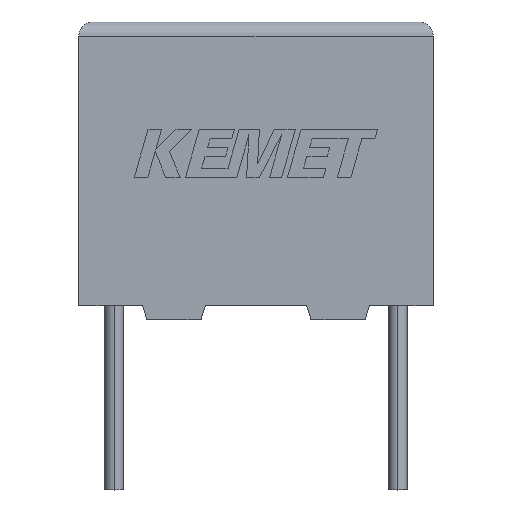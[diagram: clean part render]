
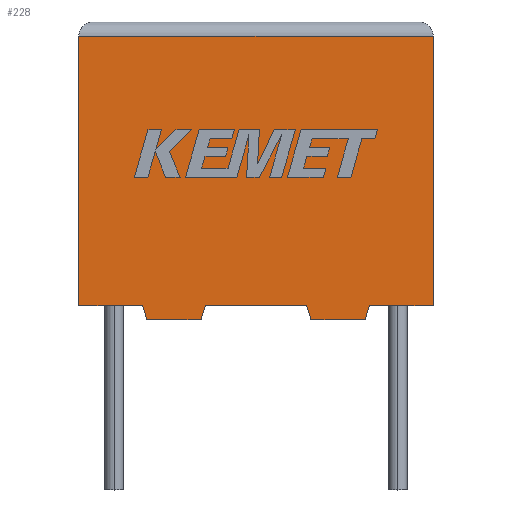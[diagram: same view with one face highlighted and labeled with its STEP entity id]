
A CAD part, top view. The second image highlights one B-rep face of the part: STEP entity #228.
In plain terms, the highlighted planar face has unit normal (0, 0, 1).
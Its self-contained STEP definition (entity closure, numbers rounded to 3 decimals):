
#13 = AXIS2_PLACEMENT_3D ( 'NONE', #2864, #2890, #2161 ) ;
#70 = LINE ( 'NONE', #764, #878 ) ;
#96 = VERTEX_POINT ( 'NONE', #287 ) ;
#110 = CARTESIAN_POINT ( 'NONE',  ( 0., 0., 4.5 ) ) ;
#130 = DIRECTION ( 'NONE',  ( 1., 0., 0. ) ) ;
#164 = CARTESIAN_POINT ( 'NONE',  ( 2.25, 0., 4.5 ) ) ;
#173 = VERTEX_POINT ( 'NONE', #2110 ) ;
#188 = EDGE_CURVE ( 'NONE', #3146, #1179, #2832, .T. ) ;
#228 = ADVANCED_FACE ( 'NONE', ( #1769 ), #327, .F. ) ;
#234 = EDGE_CURVE ( 'NONE', #1862, #3238, #2646, .T. ) ;
#235 = ORIENTED_EDGE ( 'NONE', *, *, #234, .T. ) ;
#255 = CARTESIAN_POINT ( 'NONE',  ( 8.037, 0., 4.5 ) ) ;
#287 = CARTESIAN_POINT ( 'NONE',  ( 2.4, -0.5, 4.5 ) ) ;
#292 = EDGE_CURVE ( 'NONE', #2490, #1862, #2754, .T. ) ;
#327 = PLANE ( 'NONE',  #13 ) ;
#335 = EDGE_CURVE ( 'NONE', #1560, #2362, #3061, .T. ) ;
#353 = CARTESIAN_POINT ( 'NONE',  ( 12.5, 0., 4.5 ) ) ;
#428 = LINE ( 'NONE', #1107, #1042 ) ;
#436 = VECTOR ( 'NONE', #1601, 1000. ) ;
#449 = DIRECTION ( 'NONE',  ( -0.287, 0.958, 0. ) ) ;
#502 = CARTESIAN_POINT ( 'NONE',  ( 4.313, -0.5, 4.5 ) ) ;
#566 = EDGE_CURVE ( 'NONE', #1705, #96, #1493, .T. ) ;
#626 = ORIENTED_EDGE ( 'NONE', *, *, #566, .T. ) ;
#764 = CARTESIAN_POINT ( 'NONE',  ( 10.1, -0.5, 4.5 ) ) ;
#774 = ORIENTED_EDGE ( 'NONE', *, *, #2479, .T. ) ;
#776 = ORIENTED_EDGE ( 'NONE', *, *, #1431, .T. ) ;
#779 = VERTEX_POINT ( 'NONE', #2222 ) ;
#837 = CARTESIAN_POINT ( 'NONE',  ( 10.25, 0., 4.5 ) ) ;
#878 = VECTOR ( 'NONE', #2506, 1000. ) ;
#891 = ORIENTED_EDGE ( 'NONE', *, *, #1437, .T. ) ;
#900 = VECTOR ( 'NONE', #2665, 1000. ) ;
#924 = LINE ( 'NONE', #110, #2518 ) ;
#947 = ORIENTED_EDGE ( 'NONE', *, *, #3151, .T. ) ;
#963 = VECTOR ( 'NONE', #3081, 1000. ) ;
#1038 = CARTESIAN_POINT ( 'NONE',  ( 0., 0., 4.5 ) ) ;
#1042 = VECTOR ( 'NONE', #130, 1000. ) ;
#1107 = CARTESIAN_POINT ( 'NONE',  ( 2.4, -0.5, 4.5 ) ) ;
#1122 = LINE ( 'NONE', #1038, #963 ) ;
#1148 = ORIENTED_EDGE ( 'NONE', *, *, #292, .T. ) ;
#1179 = VERTEX_POINT ( 'NONE', #1752 ) ;
#1284 = DIRECTION ( 'NONE',  ( 0.287, 0.958, 0. ) ) ;
#1328 = ORIENTED_EDGE ( 'NONE', *, *, #1458, .T. ) ;
#1332 = CARTESIAN_POINT ( 'NONE',  ( 4.313, -0.5, 4.5 ) ) ;
#1338 = DIRECTION ( 'NONE',  ( 0., -1., 0. ) ) ;
#1339 = EDGE_CURVE ( 'NONE', #173, #2362, #924, .T. ) ;
#1400 = CARTESIAN_POINT ( 'NONE',  ( 12.5, 0., 4.5 ) ) ;
#1431 = EDGE_CURVE ( 'NONE', #779, #1705, #3087, .T. ) ;
#1437 = EDGE_CURVE ( 'NONE', #3238, #779, #2083, .T. ) ;
#1441 = VECTOR ( 'NONE', #1284, 1000. ) ;
#1458 = EDGE_CURVE ( 'NONE', #3146, #2490, #1122, .T. ) ;
#1493 = LINE ( 'NONE', #2878, #2829 ) ;
#1560 = VERTEX_POINT ( 'NONE', #2632 ) ;
#1567 = VECTOR ( 'NONE', #1632, 1000. ) ;
#1570 = CARTESIAN_POINT ( 'NONE',  ( 10.25, 0., 4.5 ) ) ;
#1580 = DIRECTION ( 'NONE',  ( 1., 0., 0. ) ) ;
#1601 = DIRECTION ( 'NONE',  ( -0.287, -0.958, 0. ) ) ;
#1614 = EDGE_LOOP ( 'NONE', ( #1148, #235, #891, #776, #626, #774, #947, #1684, #2670, #2052, #2027, #1328 ) ) ;
#1632 = DIRECTION ( 'NONE',  ( -1., 0., 0. ) ) ;
#1636 = VECTOR ( 'NONE', #2351, 1000. ) ;
#1684 = ORIENTED_EDGE ( 'NONE', *, *, #1339, .T. ) ;
#1705 = VERTEX_POINT ( 'NONE', #164 ) ;
#1752 = CARTESIAN_POINT ( 'NONE',  ( 10.1, -0.5, 4.5 ) ) ;
#1755 = CARTESIAN_POINT ( 'NONE',  ( 12.5, 9.5, 4.5 ) ) ;
#1769 = FACE_OUTER_BOUND ( 'NONE', #1614, .T. ) ;
#1862 = VERTEX_POINT ( 'NONE', #1755 ) ;
#2027 = ORIENTED_EDGE ( 'NONE', *, *, #188, .F. ) ;
#2052 = ORIENTED_EDGE ( 'NONE', *, *, #2876, .F. ) ;
#2060 = CARTESIAN_POINT ( 'NONE',  ( 0., 0., 4.5 ) ) ;
#2083 = LINE ( 'NONE', #2060, #2667 ) ;
#2110 = CARTESIAN_POINT ( 'NONE',  ( 4.463, 0., 4.5 ) ) ;
#2114 = LINE ( 'NONE', #1332, #1441 ) ;
#2156 = DIRECTION ( 'NONE',  ( 0.287, -0.958, 0. ) ) ;
#2161 = DIRECTION ( 'NONE',  ( -1., 0., 0. ) ) ;
#2222 = CARTESIAN_POINT ( 'NONE',  ( 0., 0., 4.5 ) ) ;
#2325 = VECTOR ( 'NONE', #449, 1000. ) ;
#2351 = DIRECTION ( 'NONE',  ( 1., 0., 0. ) ) ;
#2362 = VERTEX_POINT ( 'NONE', #255 ) ;
#2439 = CARTESIAN_POINT ( 'NONE',  ( 0., 9.5, 4.5 ) ) ;
#2479 = EDGE_CURVE ( 'NONE', #96, #2970, #428, .T. ) ;
#2490 = VERTEX_POINT ( 'NONE', #353 ) ;
#2506 = DIRECTION ( 'NONE',  ( -1., 0., 0. ) ) ;
#2518 = VECTOR ( 'NONE', #1580, 1000. ) ;
#2600 = CARTESIAN_POINT ( 'NONE',  ( 0., 9.5, 4.5 ) ) ;
#2632 = CARTESIAN_POINT ( 'NONE',  ( 8.188, -0.5, 4.5 ) ) ;
#2646 = LINE ( 'NONE', #2439, #1567 ) ;
#2665 = DIRECTION ( 'NONE',  ( 0., 1., 0. ) ) ;
#2667 = VECTOR ( 'NONE', #1338, 1000. ) ;
#2670 = ORIENTED_EDGE ( 'NONE', *, *, #335, .F. ) ;
#2754 = LINE ( 'NONE', #1400, #900 ) ;
#2766 = CARTESIAN_POINT ( 'NONE',  ( 8.188, -0.5, 4.5 ) ) ;
#2792 = CARTESIAN_POINT ( 'NONE',  ( 0., 0., 4.5 ) ) ;
#2829 = VECTOR ( 'NONE', #2156, 1000. ) ;
#2832 = LINE ( 'NONE', #837, #436 ) ;
#2864 = CARTESIAN_POINT ( 'NONE',  ( 0., 0., 4.5 ) ) ;
#2876 = EDGE_CURVE ( 'NONE', #1179, #1560, #70, .T. ) ;
#2878 = CARTESIAN_POINT ( 'NONE',  ( 2.25, 0., 4.5 ) ) ;
#2890 = DIRECTION ( 'NONE',  ( 0., 0., -1. ) ) ;
#2970 = VERTEX_POINT ( 'NONE', #502 ) ;
#3061 = LINE ( 'NONE', #2766, #2325 ) ;
#3081 = DIRECTION ( 'NONE',  ( 1., 0., 0. ) ) ;
#3087 = LINE ( 'NONE', #2792, #1636 ) ;
#3146 = VERTEX_POINT ( 'NONE', #1570 ) ;
#3151 = EDGE_CURVE ( 'NONE', #2970, #173, #2114, .T. ) ;
#3238 = VERTEX_POINT ( 'NONE', #2600 ) ;
